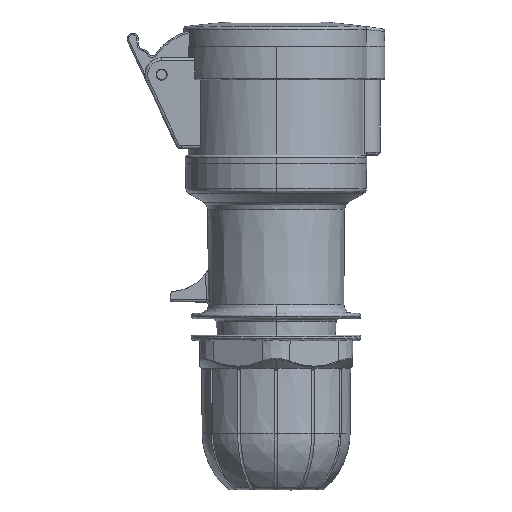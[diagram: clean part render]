
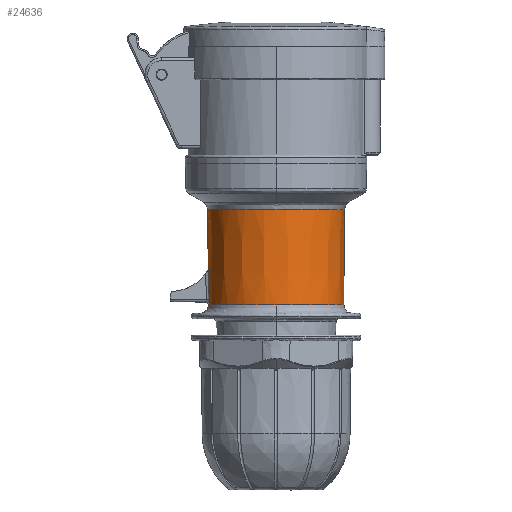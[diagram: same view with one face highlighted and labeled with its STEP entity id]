
A CAD part, left-side view. The second image highlights one B-rep face of the part: STEP entity #24636.
In plain terms, the highlighted conical face has half-angle 0.5 degrees and reference radius 24.527 mm.
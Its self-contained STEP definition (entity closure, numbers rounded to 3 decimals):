
#5531 = VERTEX_POINT ( 'NONE', #153238 ) ;
#7185 = EDGE_CURVE ( 'NONE', #181700, #103469, #33077, .T. ) ;
#8500 = CARTESIAN_POINT ( 'NONE',  ( -49.051, -24.525, -55.909 ) ) ;
#9430 = CARTESIAN_POINT ( 'NONE',  ( -3.573, 24.085, -77.302 ) ) ;
#10553 = CARTESIAN_POINT ( 'NONE',  ( 0., 24.527, -55.704 ) ) ;
#10752 = CARTESIAN_POINT ( 'NONE',  ( -4.144, 23.879, -89.103 ) ) ;
#11378 = CARTESIAN_POINT ( 'NONE',  ( -4.256, 23.864, -88.591 ) ) ;
#14604 = EDGE_CURVE ( 'NONE', #103707, #56925, #145232, .T. ) ;
#16729 = CARTESIAN_POINT ( 'NONE',  ( 0., 0., -55.704 ) ) ;
#20925 = CONICAL_SURFACE ( 'NONE', #63841, 24.527, 0.009 ) ;
#24289 = CARTESIAN_POINT ( 'NONE',  ( -4.255, 23.966, -77.084 ) ) ;
#24636 = ADVANCED_FACE ( 'NONE', ( #34757 ), #20925, .T. ) ;
#26291 = CARTESIAN_POINT ( 'NONE',  ( -3.834, 23.926, -89.736 ) ) ;
#27963 = VERTEX_POINT ( 'NONE', #42021 ) ;
#28127 = DIRECTION ( 'NONE',  ( 0., 0., -1. ) ) ;
#31856 = LINE ( 'NONE', #138693, #183697 ) ;
#32417 = CIRCLE ( 'NONE', #64058, 24.226 ) ;
#33070 = CARTESIAN_POINT ( 'NONE',  ( -4.256, 23.865, -88.415 ) ) ;
#33077 = CIRCLE ( 'NONE', #141016, 24.226 ) ;
#33808 = CARTESIAN_POINT ( 'NONE',  ( -0.03, 24.263, -86.021 ) ) ;
#34757 = FACE_OUTER_BOUND ( 'NONE', #127009, .T. ) ;
#36251 = VERTEX_POINT ( 'NONE', #55588 ) ;
#37610 = EDGE_CURVE ( 'NONE', #62655, #36251, #166720, .T. ) ;
#40869 = B_SPLINE_CURVE_WITH_KNOTS ( 'NONE', 3,
 ( #129745, #11378, #55818, #42939, #10752, #145155, #69938, #69284, #84055, #26291, #113628, #116194 ),
 .UNSPECIFIED., .F., .F.,
 ( 4, 2, 2, 2, 2, 4 ),
 ( 0., 0.25, 0.375, 0.438, 0.5, 1. ),
 .UNSPECIFIED. ) ;
#42021 = CARTESIAN_POINT ( 'NONE',  ( -4.255, 23.966, -77.084 ) ) ;
#42939 = CARTESIAN_POINT ( 'NONE',  ( -4.171, 23.875, -89.02 ) ) ;
#46965 = DIRECTION ( 'NONE',  ( 0., 0., 1. ) ) ;
#48037 = EDGE_CURVE ( 'NONE', #103469, #103707, #31856, .T. ) ;
#52765 = LINE ( 'NONE', #10553, #172539 ) ;
#55588 = CARTESIAN_POINT ( 'NONE',  ( -0.031, 24.335, -77.723 ) ) ;
#55700 = CARTESIAN_POINT ( 'NONE',  ( 0., 0., -90.174 ) ) ;
#55818 = CARTESIAN_POINT ( 'NONE',  ( -4.235, 23.866, -88.763 ) ) ;
#56925 = VERTEX_POINT ( 'NONE', #122282 ) ;
#59537 = CARTESIAN_POINT ( 'NONE',  ( 0., 0., -86.021 ) ) ;
#60502 = EDGE_CURVE ( 'NONE', #36251, #27963, #186837, .T. ) ;
#62655 = VERTEX_POINT ( 'NONE', #156447 ) ;
#63841 = AXIS2_PLACEMENT_3D ( 'NONE', #16729, #46965, #184466 ) ;
#64058 = AXIS2_PLACEMENT_3D ( 'NONE', #55700, #69177, #68554 ) ;
#68299 = CARTESIAN_POINT ( 'NONE',  ( 0., 24.525, -55.909 ) ) ;
#68554 = DIRECTION ( 'NONE',  ( 1., 0., 0. ) ) ;
#69177 = DIRECTION ( 'NONE',  ( 0., 0., 1. ) ) ;
#69284 = CARTESIAN_POINT ( 'NONE',  ( -4.044, 23.894, -89.343 ) ) ;
#69870 = CARTESIAN_POINT ( 'NONE',  ( -0.031, 24.335, -77.723 ) ) ;
#69938 = CARTESIAN_POINT ( 'NONE',  ( -4.081, 23.888, -89.264 ) ) ;
#71764 = CARTESIAN_POINT ( 'NONE',  ( 0., -24.525, -55.909 ) ) ;
#74763 = EDGE_CURVE ( 'NONE', #62655, #5531, #117355, .T. ) ;
#76479 = ORIENTED_EDGE ( 'NONE', *, *, #94805, .T. ) ;
#77214 = ORIENTED_EDGE ( 'NONE', *, *, #7185, .T. ) ;
#78698 = DIRECTION ( 'NONE',  ( 0., 0., 1. ) ) ;
#79525 = CARTESIAN_POINT ( 'NONE',  ( 0., -24.226, -90.174 ) ) ;
#79622 = CARTESIAN_POINT ( 'NONE',  ( -4.256, 23.865, -88.415 ) ) ;
#79988 = CARTESIAN_POINT ( 'NONE',  ( -0.031, 24.287, -83.255 ) ) ;
#80119 = DIRECTION ( 'NONE',  ( 0., -0.009, 1. ) ) ;
#81779 = CARTESIAN_POINT ( 'NONE',  ( -49.051, 24.525, -55.909 ) ) ;
#82411 = CARTESIAN_POINT ( 'NONE',  ( 0., -24.525, -55.909 ) ) ;
#84055 = CARTESIAN_POINT ( 'NONE',  ( -4.026, 23.897, -89.38 ) ) ;
#84586 = CARTESIAN_POINT ( 'NONE',  ( -0.757, 24.334, -77.721 ) ) ;
#88282 = ORIENTED_EDGE ( 'NONE', *, *, #74763, .F. ) ;
#92155 = CARTESIAN_POINT ( 'NONE',  ( -4.256, 23.899, -84.638 ) ) ;
#92932 = CARTESIAN_POINT ( 'NONE',  ( -0.031, 24.311, -80.489 ) ) ;
#94805 = EDGE_CURVE ( 'NONE', #27963, #174696, #111169, .T. ) ;
#98159 = CARTESIAN_POINT ( 'NONE',  ( -2.879, 24.177, -77.458 ) ) ;
#102176 = EDGE_CURVE ( 'NONE', #5531, #56925, #52765, .T. ) ;
#103262 = DIRECTION ( 'NONE',  ( 0., -1., 0. ) ) ;
#103469 = VERTEX_POINT ( 'NONE', #79525 ) ;
#103707 = VERTEX_POINT ( 'NONE', #71764 ) ;
#103905 = ORIENTED_EDGE ( 'NONE', *, *, #48037, .T. ) ;
#105058 = CARTESIAN_POINT ( 'NONE',  ( -4.255, 23.966, -77.084 ) ) ;
#111169 = B_SPLINE_CURVE_WITH_KNOTS ( 'NONE', 3,
 ( #105058, #163604, #92155, #33070 ),
 .UNSPECIFIED., .F., .F.,
 ( 4, 4 ),
 ( 0., 1. ),
 .UNSPECIFIED. ) ;
#113628 = CARTESIAN_POINT ( 'NONE',  ( -3.6, 23.961, -89.987 ) ) ;
#116194 = CARTESIAN_POINT ( 'NONE',  ( -3.301, 24., -90.174 ) ) ;
#116292 = EDGE_CURVE ( 'NONE', #190345, #181700, #32417, .T. ) ;
#117355 = CIRCLE ( 'NONE', #150890, 24.263 ) ;
#122282 = CARTESIAN_POINT ( 'NONE',  ( 0., 24.525, -55.909 ) ) ;
#127009 = EDGE_LOOP ( 'NONE', ( #170399, #88282, #171166, #169139, #76479, #142460, #173003, #77214, #103905, #137151 ) ) ;
#129533 = CARTESIAN_POINT ( 'NONE',  ( -24.226, 0., -90.174 ) ) ;
#129745 = CARTESIAN_POINT ( 'NONE',  ( -4.256, 23.865, -88.415 ) ) ;
#137151 = ORIENTED_EDGE ( 'NONE', *, *, #14604, .T. ) ;
#138693 = CARTESIAN_POINT ( 'NONE',  ( 0., -24.527, -55.704 ) ) ;
#141016 = AXIS2_PLACEMENT_3D ( 'NONE', #168097, #78698, #167483 ) ;
#142460 = ORIENTED_EDGE ( 'NONE', *, *, #184897, .T. ) ;
#145155 = CARTESIAN_POINT ( 'NONE',  ( -4.097, 23.886, -89.225 ) ) ;
#145232 =( BOUNDED_CURVE ( )  B_SPLINE_CURVE ( 3, ( #82411, #8500, #81779, #68299 ),
 .UNSPECIFIED., .F., .F. ) 
 B_SPLINE_CURVE_WITH_KNOTS ( ( 4, 4 ),
 ( 0.243, 0.757 ),
 .UNSPECIFIED. ) 
 CURVE ( )  GEOMETRIC_REPRESENTATION_ITEM ( )  RATIONAL_B_SPLINE_CURVE ( ( 1., 0.333, 0.333, 1. ) ) 
 REPRESENTATION_ITEM ( '' )  );
#150890 = AXIS2_PLACEMENT_3D ( 'NONE', #59537, #28127, #103262 ) ;
#153238 = CARTESIAN_POINT ( 'NONE',  ( 0., 24.263, -86.021 ) ) ;
#153630 = CARTESIAN_POINT ( 'NONE',  ( -3.301, 24., -90.174 ) ) ;
#156447 = CARTESIAN_POINT ( 'NONE',  ( -0.03, 24.263, -86.021 ) ) ;
#157813 = DIRECTION ( 'NONE',  ( 0., 0.009, 1. ) ) ;
#158596 = CARTESIAN_POINT ( 'NONE',  ( -1.471, 24.301, -77.668 ) ) ;
#163604 = CARTESIAN_POINT ( 'NONE',  ( -4.255, 23.932, -80.861 ) ) ;
#166720 = B_SPLINE_CURVE_WITH_KNOTS ( 'NONE', 3,
 ( #33808, #79988, #92932, #181702 ),
 .UNSPECIFIED., .F., .F.,
 ( 4, 4 ),
 ( 0., 1. ),
 .UNSPECIFIED. ) ;
#167483 = DIRECTION ( 'NONE',  ( 1., 0., 0. ) ) ;
#168097 = CARTESIAN_POINT ( 'NONE',  ( 0., 0., -90.174 ) ) ;
#169139 = ORIENTED_EDGE ( 'NONE', *, *, #60502, .T. ) ;
#170399 = ORIENTED_EDGE ( 'NONE', *, *, #102176, .F. ) ;
#171166 = ORIENTED_EDGE ( 'NONE', *, *, #37610, .T. ) ;
#172539 = VECTOR ( 'NONE', #157813, 1000. ) ;
#173003 = ORIENTED_EDGE ( 'NONE', *, *, #116292, .T. ) ;
#174696 = VERTEX_POINT ( 'NONE', #79622 ) ;
#181700 = VERTEX_POINT ( 'NONE', #129533 ) ;
#181702 = CARTESIAN_POINT ( 'NONE',  ( -0.031, 24.335, -77.723 ) ) ;
#183697 = VECTOR ( 'NONE', #80119, 1000. ) ;
#184466 = DIRECTION ( 'NONE',  ( 0., -1., 0. ) ) ;
#184897 = EDGE_CURVE ( 'NONE', #174696, #190345, #40869, .T. ) ;
#186837 = B_SPLINE_CURVE_WITH_KNOTS ( 'NONE', 3,
 ( #69870, #84586, #158596, #98159, #9430, #24289 ),
 .UNSPECIFIED., .F., .F.,
 ( 4, 2, 4 ),
 ( 0., 0.002, 0.004 ),
 .UNSPECIFIED. ) ;
#190345 = VERTEX_POINT ( 'NONE', #153630 ) ;
